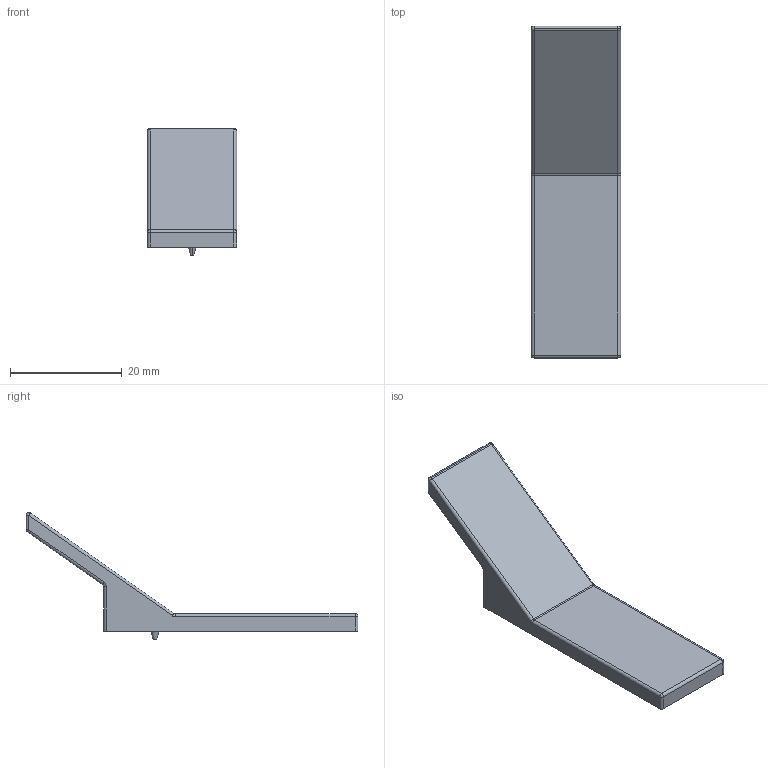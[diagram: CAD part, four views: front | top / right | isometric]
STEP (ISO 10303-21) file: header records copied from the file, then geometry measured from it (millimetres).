
FILE_DESCRIPTION (( 'STEP AP214' ), '1' );
FILE_NAME ('F002593,F002594,F002595_3D.step', '2022-07-07T08:10:33', ( '' ), ( '' ), 'SwSTEP 2.0', 'SolidWorks 2020', '' );
FILE_SCHEMA (( 'AUTOMOTIVE_DESIGN' ));
Length unit declared in the file: millimetre
Products named in the file (1): F002593,F002594,F002595_3D
Bounding box: 16 x 59.4 x 22.74 mm (x, y, z)
Volume: 3938.1 mm3; surface area: 2781 mm2
Topology: 1 solids, 1 shells, 45 faces, 102 edges, 53 vertices
Faces by surface type: cylinder 20, plane 10, sphere 7, cone 4, torus 4
Entity records: 1241 total; most frequent: DIRECTION 235, CARTESIAN_POINT 193, ORIENTED_EDGE 188, AXIS2_PLACEMENT_3D 95, EDGE_CURVE 94, VERTEX_POINT 53, CIRCLE 49, EDGE_LOOP 47
